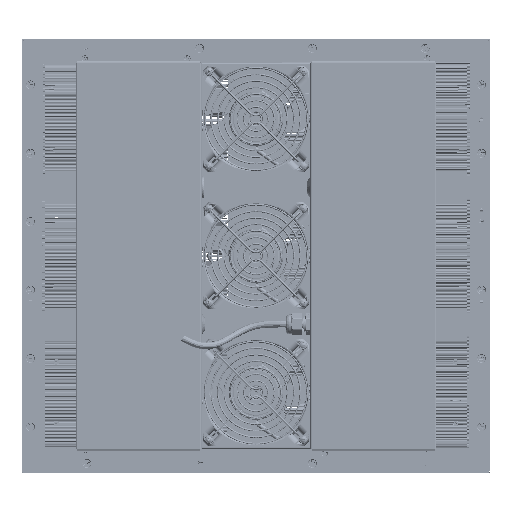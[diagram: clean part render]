
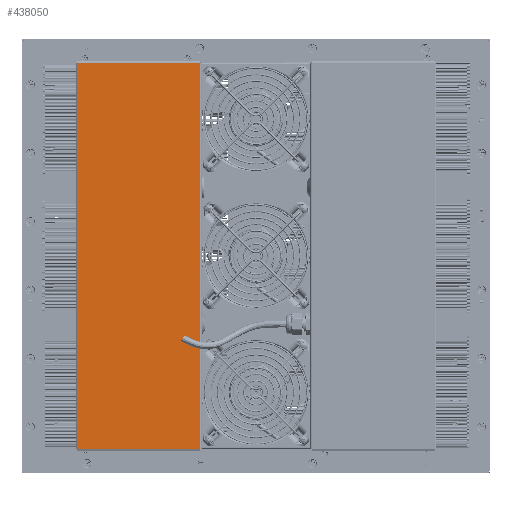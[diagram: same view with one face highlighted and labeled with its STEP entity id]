
A CAD part, top view. The second image highlights one B-rep face of the part: STEP entity #438050.
In plain terms, the highlighted planar face has unit normal (0, 0, 1).
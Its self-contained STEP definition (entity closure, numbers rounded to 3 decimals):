
#19751 = CARTESIAN_POINT ( 'NONE',  ( 16.412, -24.066, 23.451 ) ) ;
#23084 = VECTOR ( 'NONE', #261064, 39.37 ) ;
#31324 = VERTEX_POINT ( 'NONE', #85009 ) ;
#35680 = CARTESIAN_POINT ( 'NONE',  ( 11.017, -7.069, 23.451 ) ) ;
#46945 = CARTESIAN_POINT ( 'NONE',  ( 16.412, -7.151, 23.451 ) ) ;
#54752 = DIRECTION ( 'NONE',  ( 0., 1., 0. ) ) ;
#81628 = LINE ( 'NONE', #110757, #441570 ) ;
#85009 = CARTESIAN_POINT ( 'NONE',  ( 16.412, -24.066, 23.451 ) ) ;
#110757 = CARTESIAN_POINT ( 'NONE',  ( 11.017, -24.066, 23.451 ) ) ;
#115779 = LINE ( 'NONE', #226008, #23084 ) ;
#144149 = VERTEX_POINT ( 'NONE', #46945 ) ;
#148514 = CARTESIAN_POINT ( 'NONE',  ( 11.017, -7.151, 23.451 ) ) ;
#161893 = ORIENTED_EDGE ( 'NONE', *, *, #314930, .T. ) ;
#170884 = CARTESIAN_POINT ( 'NONE',  ( 11.037, -24.066, 23.451 ) ) ;
#175361 = LINE ( 'NONE', #19751, #442501 ) ;
#183744 = ORIENTED_EDGE ( 'NONE', *, *, #249695, .F. ) ;
#200141 = EDGE_CURVE ( 'NONE', #31324, #144149, #175361, .T. ) ;
#205182 = VECTOR ( 'NONE', #393948, 39.37 ) ;
#208955 = EDGE_LOOP ( 'NONE', ( #236313, #183744, #161893, #374598 ) ) ;
#210918 = DIRECTION ( 'NONE',  ( -1., 0., 0. ) ) ;
#219530 = CARTESIAN_POINT ( 'NONE',  ( 11.037, -7.151, 23.451 ) ) ;
#226008 = CARTESIAN_POINT ( 'NONE',  ( 11.037, -7.151, 23.451 ) ) ;
#236313 = ORIENTED_EDGE ( 'NONE', *, *, #200141, .T. ) ;
#249695 = EDGE_CURVE ( 'NONE', #369799, #144149, #297892, .T. ) ;
#256594 = AXIS2_PLACEMENT_3D ( 'NONE', #35680, #419744, #210918 ) ;
#261064 = DIRECTION ( 'NONE',  ( 0., -1., 0. ) ) ;
#284322 = VERTEX_POINT ( 'NONE', #170884 ) ;
#297892 = LINE ( 'NONE', #148514, #205182 ) ;
#314930 = EDGE_CURVE ( 'NONE', #369799, #284322, #115779, .T. ) ;
#319534 = DIRECTION ( 'NONE',  ( 1., 0., 0. ) ) ;
#360502 = FACE_OUTER_BOUND ( 'NONE', #208955, .T. ) ;
#369799 = VERTEX_POINT ( 'NONE', #219530 ) ;
#374598 = ORIENTED_EDGE ( 'NONE', *, *, #419943, .T. ) ;
#384757 = PLANE ( 'NONE',  #256594 ) ;
#393948 = DIRECTION ( 'NONE',  ( 1., 0., 0. ) ) ;
#419744 = DIRECTION ( 'NONE',  ( 0., 0., -1. ) ) ;
#419943 = EDGE_CURVE ( 'NONE', #284322, #31324, #81628, .T. ) ;
#438050 = ADVANCED_FACE ( 'NONE', ( #360502 ), #384757, .F. ) ;
#441570 = VECTOR ( 'NONE', #319534, 39.37 ) ;
#442501 = VECTOR ( 'NONE', #54752, 39.37 ) ;
